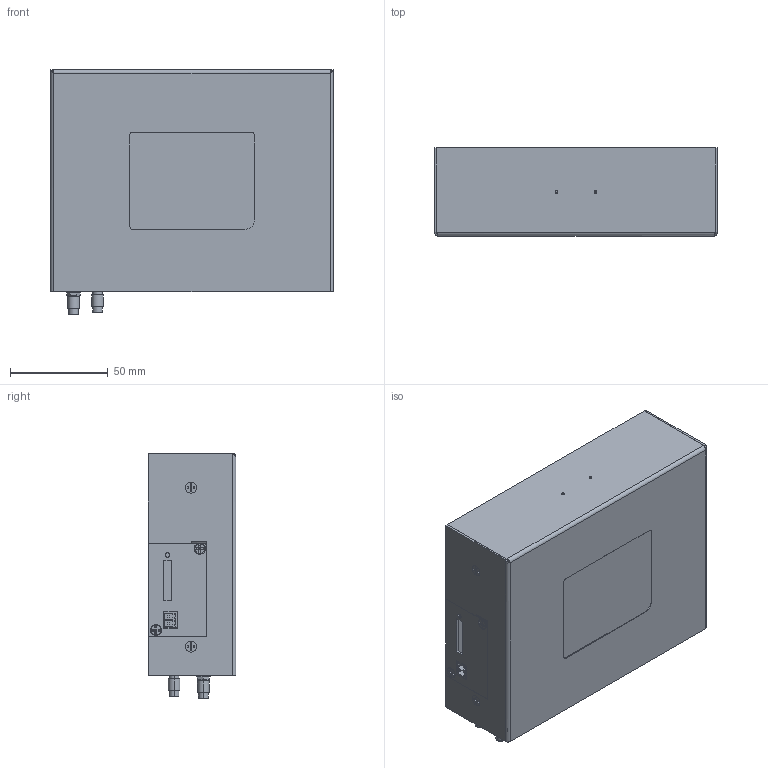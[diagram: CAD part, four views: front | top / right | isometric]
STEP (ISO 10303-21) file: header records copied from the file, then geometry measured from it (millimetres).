
FILE_DESCRIPTION((''),'2;1');
FILE_NAME('TG451_HOUSING_ASM','2024-08-25T',('劼景汜'),(''),'PRO/ENGINEER BY PARAMETRIC TECHNOLOGY CORPORATION, 2015240','PRO/ENGINEER BY PARAMETRIC TECHNOLOGY CORPORATION, 2015240','');
FILE_SCHEMA(('CONFIG_CONTROL_DESIGN'));
Products named in the file (16): 451_X2_4E0A76D6_X0_; SIM_X2_536176D6_X0_; 451_X2_4E0B76D6_X0_; 451_X2_88C5914D4F53_X0__ASM; 4-01; USB-01; ULO-01; LED-01; 4-01-01; ULO-01-02; TX-01; ZP-01; LS-01; TX-01-02; R-01; TG451_HOUSING_ASM
Assembly tree (22 placements, depth 3):
  TG451_HOUSING_ASM
    451_X2_88C5914D4F53_X0__ASM
      451_X2_4E0A76D6_X0_
      SIM_X2_536176D6_X0_
      451_X2_4E0B76D6_X0_
    4-01
    USB-01
    ULO-01
    LED-01  x2
    4-01-01
    ULO-01-02
    TX-01  x2
    ZP-01
    LS-01  x6
    TX-01-02
    R-01
Bounding box: 145 x 45 x 125.5 mm (x, y, z)
Volume: 91441.1 mm3; surface area: 150762.8 mm2
Topology: 36 solids, 36 shells, 1694 faces, 4471 edges, 2905 vertices
Faces by surface type: plane 1129, cylinder 445, sphere 62, bspline 32, cone 24, torus 2
Entity records: 66641 total; most frequent: CARTESIAN_POINT 27441, ORIENTED_EDGE 8242, DIRECTION 7588, EDGE_CURVE 4121, VECTOR 3168, LINE 3168, VERTEX_POINT 2688, AXIS2_PLACEMENT_3D 2210
